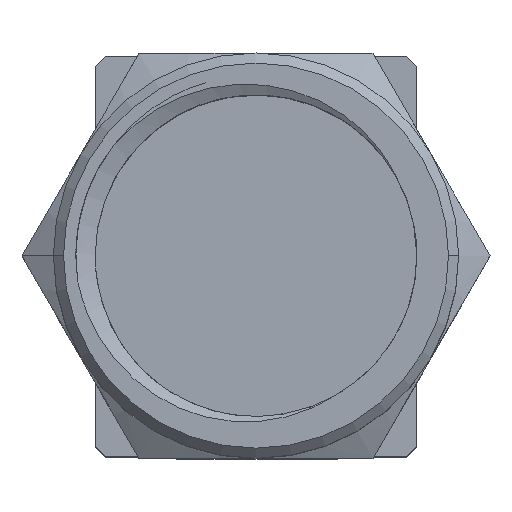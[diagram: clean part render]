
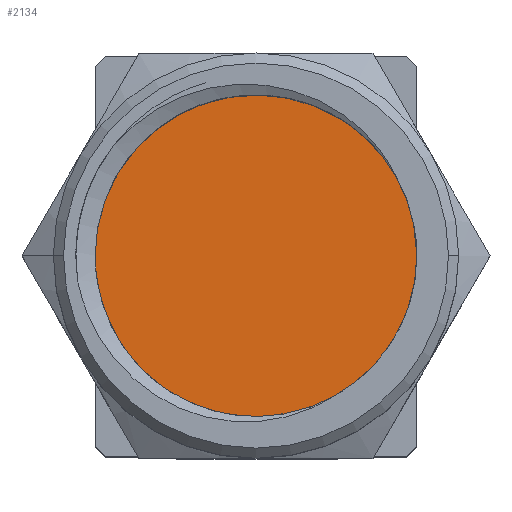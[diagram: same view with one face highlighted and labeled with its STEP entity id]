
A CAD part, top view. The second image highlights one B-rep face of the part: STEP entity #2134.
In plain terms, the highlighted planar face has unit normal (0, 0, 1).
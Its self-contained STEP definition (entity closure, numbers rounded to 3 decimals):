
#50 = CARTESIAN_POINT ( 'NONE',  ( 1.649, 2.713, 4.725 ) ) ;
#53 = AXIS2_PLACEMENT_3D ( 'NONE', #413, #674, #2595 ) ;
#114 = CARTESIAN_POINT ( 'NONE',  ( 2.858, -2.032, 4.725 ) ) ;
#182 = CARTESIAN_POINT ( 'NONE',  ( -2.422, -2.454, 4.725 ) ) ;
#228 = CARTESIAN_POINT ( 'NONE',  ( 2.116, 2.425, 4.725 ) ) ;
#241 = CARTESIAN_POINT ( 'NONE',  ( 2.128, -2.85, 4.725 ) ) ;
#293 = B_SPLINE_CURVE_WITH_KNOTS ( 'NONE', 3,
 ( #3168, #2355, #741, #3435, #2908, #1266, #707, #3175, #2635, #3154, #1561, #695, #2660, #3188, #2674, #182, #1299, #3197, #2695, #786, #2686, #1908 ),
 .UNSPECIFIED., .F., .F.,
 ( 4, 2, 2, 2, 2, 2, 2, 2, 2, 2, 4 ),
 ( 0.001, 0.001, 0.002, 0.003, 0.003, 0.004, 0.004, 0.005, 0.006, 0.006, 0.007 ),
 .UNSPECIFIED. ) ;
#413 = CARTESIAN_POINT ( 'NONE',  ( 0., 0., 4.725 ) ) ;
#419 = CARTESIAN_POINT ( 'NONE',  ( 2.53, -2.473, 4.725 ) ) ;
#505 = CARTESIAN_POINT ( 'NONE',  ( 0., 0., 4.725 ) ) ;
#654 = CARTESIAN_POINT ( 'NONE',  ( 2.996, -1.791, 4.725 ) ) ;
#669 = CARTESIAN_POINT ( 'NONE',  ( 3.391, -0.202, 4.725 ) ) ;
#674 = DIRECTION ( 'NONE',  ( 0., 0., 1. ) ) ;
#680 = CARTESIAN_POINT ( 'NONE',  ( 3.164, 1.004, 4.725 ) ) ;
#695 = CARTESIAN_POINT ( 'NONE',  ( -2.953, -1.649, 4.725 ) ) ;
#707 = CARTESIAN_POINT ( 'NONE',  ( -3.289, -0.178, 4.725 ) ) ;
#741 = CARTESIAN_POINT ( 'NONE',  ( -3.004, 1.166, 4.725 ) ) ;
#786 = CARTESIAN_POINT ( 'NONE',  ( -1.05, -3.377, 4.725 ) ) ;
#947 = CARTESIAN_POINT ( 'NONE',  ( 3.295, 0.614, 4.725 ) ) ;
#1004 = CARTESIAN_POINT ( 'NONE',  ( 1.323, -3.334, 4.725 ) ) ;
#1028 = CARTESIAN_POINT ( 'NONE',  ( -0.048, -3.564, 4.725 ) ) ;
#1040 = EDGE_CURVE ( 'NONE', #3347, #3440, #2900, .T. ) ;
#1049 = CARTESIAN_POINT ( 'NONE',  ( 0.651, -3.505, 4.725 ) ) ;
#1108 = B_SPLINE_CURVE_WITH_KNOTS ( 'NONE', 3,
 ( #2848, #1789, #419, #114, #654, #1213, #2040, #2313, #669, #2588, #947, #680, #2862, #1225, #1496, #3395, #3411, #228, #1295, #2939 ),
 .UNSPECIFIED., .F., .F.,
 ( 4, 2, 2, 2, 2, 2, 2, 2, 2, 4 ),
 ( 0., 0.001, 0.002, 0.002, 0.003, 0.004, 0.005, 0.005, 0.006, 0.007 ),
 .UNSPECIFIED. ) ;
#1213 = CARTESIAN_POINT ( 'NONE',  ( 3.21, -1.286, 4.725 ) ) ;
#1221 = ORIENTED_EDGE ( 'NONE', *, *, #1752, .T. ) ;
#1225 = CARTESIAN_POINT ( 'NONE',  ( 2.991, 1.38, 4.725 ) ) ;
#1266 = CARTESIAN_POINT ( 'NONE',  ( -3.286, -0.04, 4.725 ) ) ;
#1290 = FACE_OUTER_BOUND ( 'NONE', #2491, .T. ) ;
#1295 = CARTESIAN_POINT ( 'NONE',  ( 1.894, 2.583, 4.725 ) ) ;
#1299 = CARTESIAN_POINT ( 'NONE',  ( -2.225, -2.655, 4.725 ) ) ;
#1303 = CARTESIAN_POINT ( 'NONE',  ( -0.515, -3.519, 4.725 ) ) ;
#1496 = CARTESIAN_POINT ( 'NONE',  ( 2.924, 1.499, 4.725 ) ) ;
#1561 = CARTESIAN_POINT ( 'NONE',  ( -3.118, -1.267, 4.725 ) ) ;
#1584 = CARTESIAN_POINT ( 'NONE',  ( -0.283, -3.553, 4.725 ) ) ;
#1600 = CARTESIAN_POINT ( 'NONE',  ( 0.418, -3.54, 4.725 ) ) ;
#1650 = CARTESIAN_POINT ( 'NONE',  ( -2.718, 1.641, 4.725 ) ) ;
#1727 = AXIS2_PLACEMENT_3D ( 'NONE', #505, #2676, #2417 ) ;
#1752 = EDGE_CURVE ( 'NONE', #2682, #2228, #2235, .T. ) ;
#1789 = CARTESIAN_POINT ( 'NONE',  ( 2.341, -2.673, 4.725 ) ) ;
#1908 = CARTESIAN_POINT ( 'NONE',  ( -0.515, -3.519, 4.725 ) ) ;
#2040 = CARTESIAN_POINT ( 'NONE',  ( 3.288, -1.018, 4.725 ) ) ;
#2134 = ADVANCED_FACE ( 'NONE', ( #1290 ), #2932, .T. ) ;
#2228 = VERTEX_POINT ( 'NONE', #241 ) ;
#2235 = B_SPLINE_CURVE_WITH_KNOTS ( 'NONE', 3,
 ( #1303, #1584, #1028, #1600, #1049, #1004, #3205, #2421 ),
 .UNSPECIFIED., .F., .F.,
 ( 4, 2, 2, 4 ),
 ( 0., 0.001, 0.001, 0.003 ),
 .UNSPECIFIED. ) ;
#2313 = CARTESIAN_POINT ( 'NONE',  ( 3.377, -0.479, 4.725 ) ) ;
#2355 = CARTESIAN_POINT ( 'NONE',  ( -2.877, 1.412, 4.725 ) ) ;
#2388 = ORIENTED_EDGE ( 'NONE', *, *, #2515, .T. ) ;
#2417 = DIRECTION ( 'NONE',  ( 1., 0., 0. ) ) ;
#2419 = ORIENTED_EDGE ( 'NONE', *, *, #3005, .T. ) ;
#2421 = CARTESIAN_POINT ( 'NONE',  ( 2.128, -2.85, 4.725 ) ) ;
#2491 = EDGE_LOOP ( 'NONE', ( #3102, #2388, #1221, #2419 ) ) ;
#2515 = EDGE_CURVE ( 'NONE', #3440, #2682, #293, .T. ) ;
#2588 = CARTESIAN_POINT ( 'NONE',  ( 3.35, 0.347, 4.725 ) ) ;
#2595 = DIRECTION ( 'NONE',  ( 1., 0., 0. ) ) ;
#2635 = CARTESIAN_POINT ( 'NONE',  ( -3.263, -0.593, 4.725 ) ) ;
#2660 = CARTESIAN_POINT ( 'NONE',  ( -2.89, -1.774, 4.725 ) ) ;
#2674 = CARTESIAN_POINT ( 'NONE',  ( -2.673, -2.126, 4.725 ) ) ;
#2676 = DIRECTION ( 'NONE',  ( 0., 0., 1. ) ) ;
#2682 = VERTEX_POINT ( 'NONE', #2759 ) ;
#2686 = CARTESIAN_POINT ( 'NONE',  ( -0.788, -3.464, 4.725 ) ) ;
#2695 = CARTESIAN_POINT ( 'NONE',  ( -1.554, -3.144, 4.725 ) ) ;
#2759 = CARTESIAN_POINT ( 'NONE',  ( -0.515, -3.519, 4.725 ) ) ;
#2848 = CARTESIAN_POINT ( 'NONE',  ( 2.128, -2.85, 4.725 ) ) ;
#2862 = CARTESIAN_POINT ( 'NONE',  ( 3.111, 1.132, 4.725 ) ) ;
#2900 = CIRCLE ( 'NONE', #53, 3.175 ) ;
#2908 = CARTESIAN_POINT ( 'NONE',  ( -3.251, 0.371, 4.725 ) ) ;
#2932 = PLANE ( 'NONE',  #1727 ) ;
#2939 = CARTESIAN_POINT ( 'NONE',  ( 1.649, 2.713, 4.725 ) ) ;
#3005 = EDGE_CURVE ( 'NONE', #2228, #3347, #1108, .T. ) ;
#3102 = ORIENTED_EDGE ( 'NONE', *, *, #1040, .T. ) ;
#3154 = CARTESIAN_POINT ( 'NONE',  ( -3.196, -1.003, 4.725 ) ) ;
#3168 = CARTESIAN_POINT ( 'NONE',  ( -2.718, 1.641, 4.725 ) ) ;
#3175 = CARTESIAN_POINT ( 'NONE',  ( -3.278, -0.454, 4.725 ) ) ;
#3188 = CARTESIAN_POINT ( 'NONE',  ( -2.75, -2.012, 4.725 ) ) ;
#3197 = CARTESIAN_POINT ( 'NONE',  ( -1.792, -2.998, 4.725 ) ) ;
#3205 = CARTESIAN_POINT ( 'NONE',  ( 1.753, -3.131, 4.725 ) ) ;
#3347 = VERTEX_POINT ( 'NONE', #50 ) ;
#3395 = CARTESIAN_POINT ( 'NONE',  ( 2.701, 1.842, 4.725 ) ) ;
#3411 = CARTESIAN_POINT ( 'NONE',  ( 2.52, 2.055, 4.725 ) ) ;
#3435 = CARTESIAN_POINT ( 'NONE',  ( -3.191, 0.647, 4.725 ) ) ;
#3440 = VERTEX_POINT ( 'NONE', #1650 ) ;
